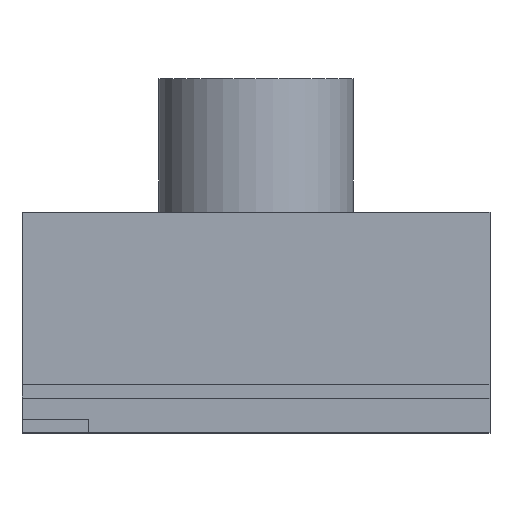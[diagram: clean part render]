
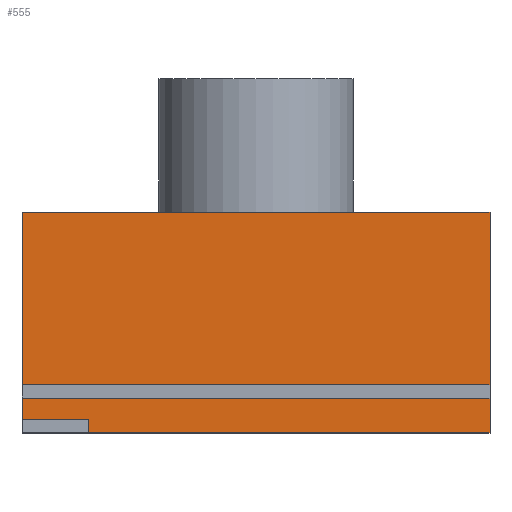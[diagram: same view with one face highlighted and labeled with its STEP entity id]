
A CAD part, top view. The second image highlights one B-rep face of the part: STEP entity #555.
In plain terms, the highlighted planar face has unit normal (0, 0, 1).
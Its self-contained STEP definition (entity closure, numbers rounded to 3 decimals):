
#60=FACE_OUTER_BOUND('',#91,.T.);
#91=EDGE_LOOP('',(#411,#412,#413,#414,#415,#416));
#140=LINE('',#826,#201);
#142=LINE('',#830,#203);
#153=LINE('',#853,#214);
#154=LINE('',#855,#215);
#155=LINE('',#857,#216);
#156=LINE('',#858,#217);
#201=VECTOR('',#666,10.);
#203=VECTOR('',#670,10.);
#214=VECTOR('',#689,10.);
#215=VECTOR('',#690,10.);
#216=VECTOR('',#691,10.);
#217=VECTOR('',#692,10.);
#258=VERTEX_POINT('',#823);
#259=VERTEX_POINT('',#825);
#260=VERTEX_POINT('',#829);
#268=VERTEX_POINT('',#852);
#269=VERTEX_POINT('',#854);
#270=VERTEX_POINT('',#856);
#312=EDGE_CURVE('',#259,#258,#140,.T.);
#314=EDGE_CURVE('',#260,#259,#142,.T.);
#325=EDGE_CURVE('',#268,#258,#153,.T.);
#326=EDGE_CURVE('',#268,#269,#154,.T.);
#327=EDGE_CURVE('',#270,#269,#155,.T.);
#328=EDGE_CURVE('',#260,#270,#156,.T.);
#411=ORIENTED_EDGE('',*,*,#314,.T.);
#412=ORIENTED_EDGE('',*,*,#312,.T.);
#413=ORIENTED_EDGE('',*,*,#325,.F.);
#414=ORIENTED_EDGE('',*,*,#326,.T.);
#415=ORIENTED_EDGE('',*,*,#327,.F.);
#416=ORIENTED_EDGE('',*,*,#328,.F.);
#531=PLANE('',#601);
#555=ADVANCED_FACE('',(#60),#531,.T.);
#601=AXIS2_PLACEMENT_3D('',#851,#687,#688);
#666=DIRECTION('',(0.,-1.,0.));
#670=DIRECTION('',(1.,0.,0.));
#687=DIRECTION('center_axis',(0.,0.,1.));
#688=DIRECTION('ref_axis',(1.,0.,0.));
#689=DIRECTION('',(-1.,0.,0.));
#690=DIRECTION('',(0.,1.,0.));
#691=DIRECTION('',(1.,0.,0.));
#692=DIRECTION('',(0.,1.,0.));
#823=CARTESIAN_POINT('',(-1.,-0.5,-2.));
#825=CARTESIAN_POINT('',(-1.,-0.3,-2.));
#826=CARTESIAN_POINT('',(-1.,-0.25,-2.));
#829=CARTESIAN_POINT('',(-2.,-0.3,-2.));
#830=CARTESIAN_POINT('',(-1.75,-0.3,-2.));
#851=CARTESIAN_POINT('Origin',(-2.,0.,-2.));
#852=CARTESIAN_POINT('',(5.,-0.5,-2.));
#853=CARTESIAN_POINT('',(-2.,-0.5,-2.));
#854=CARTESIAN_POINT('',(5.,2.8,-2.));
#855=CARTESIAN_POINT('',(5.,0.,-2.));
#856=CARTESIAN_POINT('',(-2.,2.8,-2.));
#857=CARTESIAN_POINT('',(-2.,2.8,-2.));
#858=CARTESIAN_POINT('',(-2.,0.,-2.));
